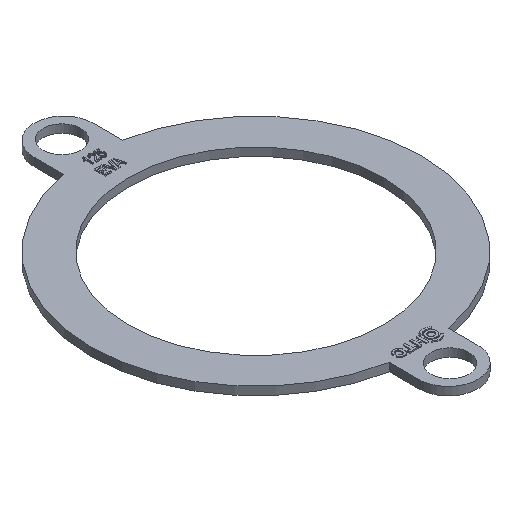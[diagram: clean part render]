
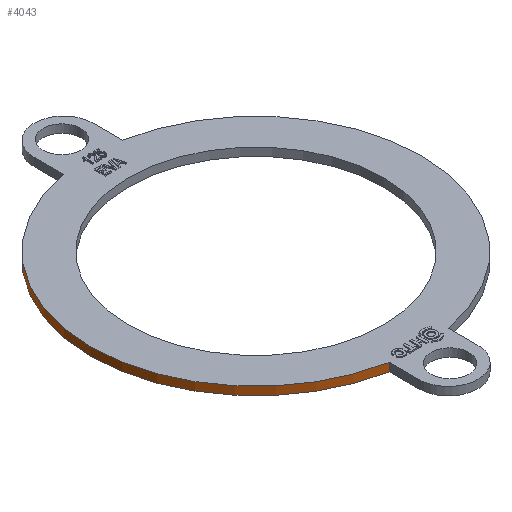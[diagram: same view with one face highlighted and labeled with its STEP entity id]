
A CAD part, isometric view. The second image highlights one B-rep face of the part: STEP entity #4043.
In plain terms, the highlighted cylindrical face has radius 81 mm (diameter 162 mm), a partial arc.
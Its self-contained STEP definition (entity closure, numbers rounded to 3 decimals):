
#19=CYLINDRICAL_SURFACE('',#4189,81.);
#22=CIRCLE('',#4172,81.);
#33=CIRCLE('',#4190,81.);
#507=FACE_OUTER_BOUND('',#738,.T.);
#738=EDGE_LOOP('',(#3704,#3705,#3706,#3707));
#1104=LINE('',#7513,#1470);
#1107=LINE('',#7522,#1473);
#1470=VECTOR('',#4805,10.);
#1473=VECTOR('',#4816,10.);
#1931=VERTEX_POINT('',#7471);
#1932=VERTEX_POINT('',#7472);
#1947=VERTEX_POINT('',#7512);
#1949=VERTEX_POINT('',#7520);
#2514=EDGE_CURVE('',#1931,#1932,#22,.T.);
#2534=EDGE_CURVE('',#1931,#1947,#1104,.T.);
#2538=EDGE_CURVE('',#1947,#1949,#33,.T.);
#2539=EDGE_CURVE('',#1949,#1932,#1107,.T.);
#3704=ORIENTED_EDGE('',*,*,#2534,.T.);
#3705=ORIENTED_EDGE('',*,*,#2538,.T.);
#3706=ORIENTED_EDGE('',*,*,#2539,.T.);
#3707=ORIENTED_EDGE('',*,*,#2514,.F.);
#4043=ADVANCED_FACE('',(#507),#19,.T.);
#4172=AXIS2_PLACEMENT_3D('',#7473,#4765,#4766);
#4189=AXIS2_PLACEMENT_3D('',#7519,#4812,#4813);
#4190=AXIS2_PLACEMENT_3D('',#7521,#4814,#4815);
#4765=DIRECTION('center_axis',(0.,0.,1.));
#4766=DIRECTION('ref_axis',(1.,0.,0.));
#4805=DIRECTION('',(0.,0.,-1.));
#4812=DIRECTION('center_axis',(0.,0.,1.));
#4813=DIRECTION('ref_axis',(-1.,0.,0.));
#4814=DIRECTION('center_axis',(0.,0.,1.));
#4815=DIRECTION('ref_axis',(1.,0.,0.));
#4816=DIRECTION('',(0.,0.,1.));
#7471=CARTESIAN_POINT('',(-14.502,79.691,4.));
#7472=CARTESIAN_POINT('',(-14.502,-79.691,4.));
#7473=CARTESIAN_POINT('Origin',(0.,0.,4.));
#7512=CARTESIAN_POINT('',(-14.502,79.691,0.));
#7513=CARTESIAN_POINT('',(-14.502,79.691,0.));
#7519=CARTESIAN_POINT('Origin',(0.,0.,0.));
#7520=CARTESIAN_POINT('',(-14.502,-79.691,0.));
#7521=CARTESIAN_POINT('Origin',(0.,0.,0.));
#7522=CARTESIAN_POINT('',(-14.502,-79.691,0.));
